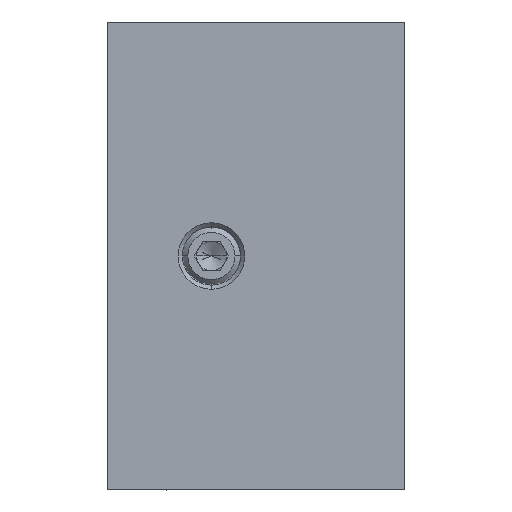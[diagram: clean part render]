
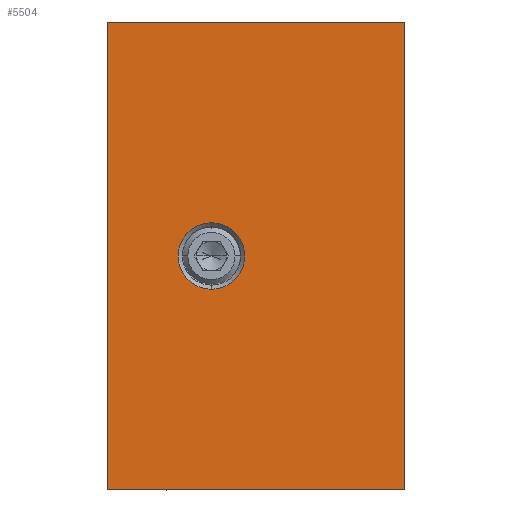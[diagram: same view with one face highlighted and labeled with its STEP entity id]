
A CAD part, left-side view. The second image highlights one B-rep face of the part: STEP entity #5504.
In plain terms, the highlighted planar face has unit normal (-1, 0, 0).
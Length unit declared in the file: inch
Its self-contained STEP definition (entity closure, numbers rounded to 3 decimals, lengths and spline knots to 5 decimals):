
#713=DIRECTION('',(0.,-1.,0.));
#714=VECTOR('',#713,2.5);
#715=CARTESIAN_POINT('',(0.,0.,0.));
#716=LINE('',#715,#714);
#755=DIRECTION('',(0.,-1.,0.));
#756=VECTOR('',#755,2.5);
#757=CARTESIAN_POINT('',(0.,0.,3.938));
#758=LINE('',#757,#756);
#2343=DIRECTION('',(0.,0.,1.));
#2344=VECTOR('',#2343,3.938);
#2345=CARTESIAN_POINT('',(0.,0.,0.));
#2346=LINE('',#2345,#2344);
#2347=CARTESIAN_POINT('',(0.,-0.875,1.969));
#2348=DIRECTION('',(1.,0.,0.));
#2349=DIRECTION('',(0.,0.,-1.));
#2350=AXIS2_PLACEMENT_3D('',#2347,#2348,#2349);
#2352=CARTESIAN_POINT('',(0.,-0.875,1.969));
#2353=DIRECTION('',(1.,0.,0.));
#2354=DIRECTION('',(0.,0.,1.));
#2355=AXIS2_PLACEMENT_3D('',#2352,#2353,#2354);
#2365=DIRECTION('',(0.,0.,1.));
#2366=VECTOR('',#2365,3.938);
#2367=CARTESIAN_POINT('',(0.,-2.5,0.));
#2368=LINE('',#2367,#2366);
#4042=CARTESIAN_POINT('',(0.,0.,0.));
#4043=CARTESIAN_POINT('',(0.,-2.5,0.));
#4044=VERTEX_POINT('',#4042);
#4045=VERTEX_POINT('',#4043);
#4046=CARTESIAN_POINT('',(0.,0.,3.938));
#4047=CARTESIAN_POINT('',(0.,-2.5,3.938));
#4048=VERTEX_POINT('',#4046);
#4049=VERTEX_POINT('',#4047);
#4104=CARTESIAN_POINT('',(0.,-0.875,2.249));
#4105=VERTEX_POINT('',#4104);
#4106=CARTESIAN_POINT('',(0.,-0.875,1.689));
#4107=VERTEX_POINT('',#4106);
#5487=CARTESIAN_POINT('',(0.,0.,0.));
#5488=DIRECTION('',(-1.,0.,0.));
#5489=DIRECTION('',(0.,-1.,0.));
#5490=AXIS2_PLACEMENT_3D('',#5487,#5488,#5489);
#5491=PLANE('',#5490);
#5492=ORIENTED_EDGE('',*,*,#4419,.F.);
#5494=ORIENTED_EDGE('',*,*,#5493,.T.);
#5495=ORIENTED_EDGE('',*,*,#4547,.T.);
#5497=ORIENTED_EDGE('',*,*,#5496,.F.);
#5498=EDGE_LOOP('',(#5492,#5494,#5495,#5497));
#5499=FACE_OUTER_BOUND('',#5498,.F.);
#5500=ORIENTED_EDGE('',*,*,#5469,.F.);
#5501=ORIENTED_EDGE('',*,*,#5480,.F.);
#5502=EDGE_LOOP('',(#5500,#5501));
#5503=FACE_BOUND('',#5502,.F.);
#5504=ADVANCED_FACE('',(#5499,#5503),#5491,.T.);
#2351=CIRCLE('',#2350,0.28);
#2356=CIRCLE('',#2355,0.28);
#4419=EDGE_CURVE('',#4044,#4045,#716,.T.);
#4547=EDGE_CURVE('',#4048,#4049,#758,.T.);
#5469=EDGE_CURVE('',#4107,#4105,#2351,.T.);
#5480=EDGE_CURVE('',#4105,#4107,#2356,.T.);
#5493=EDGE_CURVE('',#4044,#4048,#2346,.T.);
#5496=EDGE_CURVE('',#4045,#4049,#2368,.T.);
